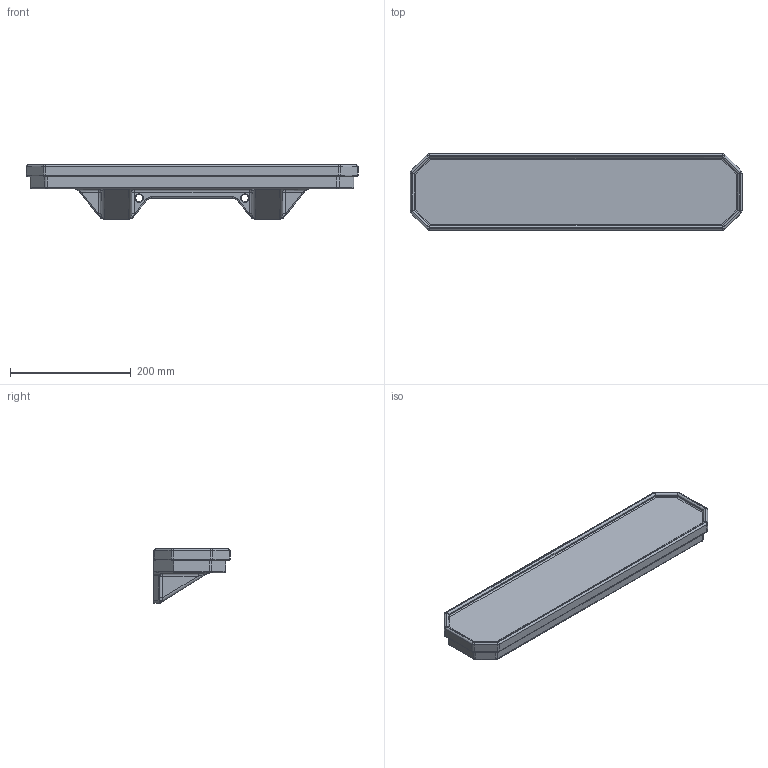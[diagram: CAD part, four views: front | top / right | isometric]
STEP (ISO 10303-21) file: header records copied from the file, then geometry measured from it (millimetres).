
FILE_DESCRIPTION((''),'2;1');
FILE_NAME('89255.stp','2008-01-03T11:29:42',('Huebner'),(''),'Autodesk Inventor 11','Autodesk Inventor 11','');
FILE_SCHEMA(('AUTOMOTIVE_DESIGN { 1 0 10303 214 1 1 1 1 }'));
Length unit declared in the file: millimetre
Products named in the file (2): 89255
Assembly tree (1 placements, depth 2):
  89255
    89255
Bounding box: 550 x 126.49 x 90 mm (x, y, z)
Volume: 2493295.2 mm3; surface area: 213122 mm2
Topology: 1 solids, 1 shells, 187 faces, 447 edges, 257 vertices
Faces by surface type: cylinder 87, bspline 53, plane 43, torus 4
Full cylindrical faces by diameter (mm): 12 x2
Entity records: 8781 total; most frequent: CARTESIAN_POINT 4561, DIRECTION 887, ORIENTED_EDGE 874, EDGE_CURVE 437, AXIS2_PLACEMENT_3D 345, VERTEX_POINT 257, VECTOR 197, LINE 197
